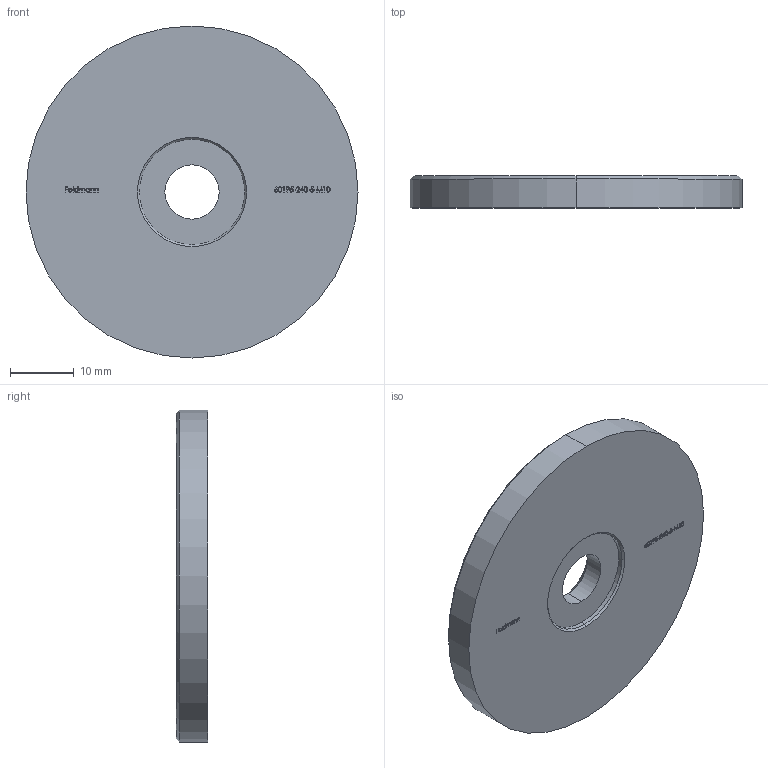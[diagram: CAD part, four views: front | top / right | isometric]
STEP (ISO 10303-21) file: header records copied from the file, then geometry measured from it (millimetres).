
FILE_DESCRIPTION (( 'STEP AP203' ), '1' );
FILE_NAME ('60195-240-5-M10.step', '2020-10-29T13:21:00', ( '' ), ( '' ), 'SwSTEP 2.0', 'SolidWorks 2018', '' );
FILE_SCHEMA (( 'CONFIG_CONTROL_DESIGN' ));
Length unit declared in the file: millimetre
Products named in the file (2): 60195-240-5-M10
Bounding box: 52 x 5 x 52 mm (x, y, z)
Volume: 10140.5 mm3; surface area: 5045.2 mm2
Topology: 1 solids, 1 shells, 290 faces, 759 edges, 504 vertices
Faces by surface type: plane 163, bspline 115, cone 6, cylinder 6
Entity records: 15650 total; most frequent: CARTESIAN_POINT 9118, ORIENTED_EDGE 1518, DIRECTION 901, EDGE_CURVE 759, LINE 511, VECTOR 511, VERTEX_POINT 504, EDGE_LOOP 325
